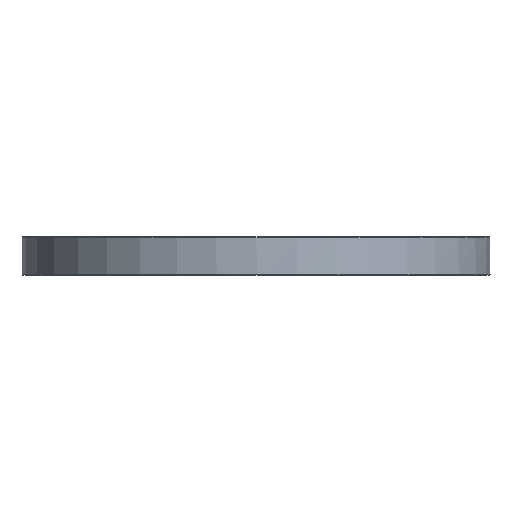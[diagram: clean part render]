
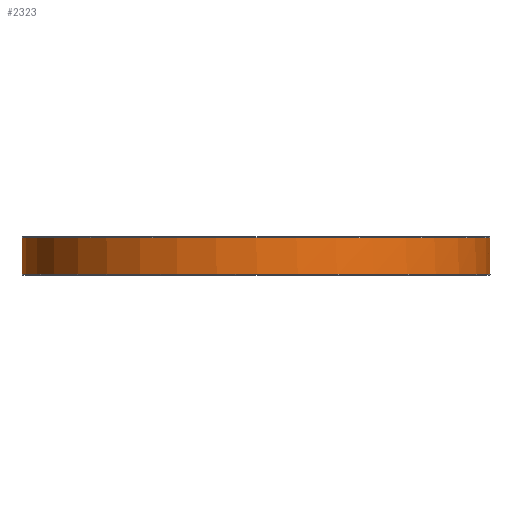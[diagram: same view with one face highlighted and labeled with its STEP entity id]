
A CAD part, front view. The second image highlights one B-rep face of the part: STEP entity #2323.
In plain terms, the highlighted cylindrical face has radius 152.5 mm (diameter 305 mm), a full revolution.
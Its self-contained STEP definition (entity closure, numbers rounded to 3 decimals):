
#1915=CARTESIAN_POINT('',(152.491,-1.658,24.5));
#1916=VERTEX_POINT('',#1915);
#1932=CARTESIAN_POINT('',(152.491,1.658,24.5));
#1933=VERTEX_POINT('',#1932);
#1934=CARTESIAN_POINT('',(152.491,1.658,24.5));
#1935=CARTESIAN_POINT('',(152.494,1.397,24.327));
#1936=CARTESIAN_POINT('',(152.496,1.103,24.192));
#1937=CARTESIAN_POINT('',(152.498,0.799,24.108));
#1938=CARTESIAN_POINT('',(152.499,0.592,24.051));
#1939=CARTESIAN_POINT('',(152.5,0.38,24.017));
#1940=CARTESIAN_POINT('',(152.5,0.173,24.005));
#1941=CARTESIAN_POINT('',(152.5,-0.003,23.995));
#1942=CARTESIAN_POINT('',(152.5,-0.175,24.));
#1943=CARTESIAN_POINT('',(152.5,-0.353,24.021));
#1944=CARTESIAN_POINT('',(152.499,-0.747,24.068));
#1945=CARTESIAN_POINT('',(152.496,-1.148,24.199));
#1946=CARTESIAN_POINT('',(152.493,-1.499,24.401));
#1947=CARTESIAN_POINT('',(152.492,-1.553,24.433));
#1948=CARTESIAN_POINT('',(152.492,-1.606,24.466));
#1949=CARTESIAN_POINT('',(152.491,-1.658,24.5));
#1950=B_SPLINE_CURVE_WITH_KNOTS('',3,(#1934,#1935,#1936,#1937,#1938,#1939,#1940,#1941,#1942,#1943,#1944,#1945,#1946,#1947,#1948,#1949),.UNSPECIFIED.,.F.,.U.,(4,3,3,3,3,4),(1.188,1.278,1.339,1.391,1.506,1.524),.UNSPECIFIED.);
#1951=EDGE_CURVE('',#1933,#1916,#1950,.T.);
#2148=CARTESIAN_POINT('',(-152.491,1.658,24.5));
#2149=VERTEX_POINT('',#2148);
#2150=CARTESIAN_POINT('',(0.0,0.0,24.5));
#2151=DIRECTION('',(0.0,0.0,1.0));
#2152=DIRECTION('',(-1.0,0.0,0.0));
#2153=AXIS2_PLACEMENT_3D('',#2150,#2151,#2152);
#2154=CIRCLE('',#2153,152.5);
#2155=EDGE_CURVE('',#1933,#2149,#2154,.T.);
#2183=CARTESIAN_POINT('',(-152.491,-1.658,24.5));
#2184=VERTEX_POINT('',#2183);
#2185=CARTESIAN_POINT('',(-152.491,-1.658,24.5));
#2186=CARTESIAN_POINT('',(-152.494,-1.397,24.327));
#2187=CARTESIAN_POINT('',(-152.496,-1.103,24.192));
#2188=CARTESIAN_POINT('',(-152.498,-0.799,24.108));
#2189=CARTESIAN_POINT('',(-152.499,-0.592,24.051));
#2190=CARTESIAN_POINT('',(-152.5,-0.38,24.017));
#2191=CARTESIAN_POINT('',(-152.5,-0.173,24.005));
#2192=CARTESIAN_POINT('',(-152.5,0.003,23.995));
#2193=CARTESIAN_POINT('',(-152.5,0.175,24.));
#2194=CARTESIAN_POINT('',(-152.5,0.353,24.021));
#2195=CARTESIAN_POINT('',(-152.499,0.747,24.068));
#2196=CARTESIAN_POINT('',(-152.496,1.148,24.199));
#2197=CARTESIAN_POINT('',(-152.493,1.499,24.401));
#2198=CARTESIAN_POINT('',(-152.492,1.553,24.433));
#2199=CARTESIAN_POINT('',(-152.492,1.606,24.466));
#2200=CARTESIAN_POINT('',(-152.491,1.658,24.5));
#2201=B_SPLINE_CURVE_WITH_KNOTS('',3,(#2185,#2186,#2187,#2188,#2189,#2190,#2191,#2192,#2193,#2194,#2195,#2196,#2197,#2198,#2199,#2200),.UNSPECIFIED.,.F.,.U.,(4,3,3,3,3,4),(0.284,0.374,0.435,0.487,0.602,0.62),.UNSPECIFIED.);
#2202=EDGE_CURVE('',#2184,#2149,#2201,.T.);
#2288=CARTESIAN_POINT('',(152.5,0.,0.5));
#2289=VERTEX_POINT('',#2288);
#2290=CARTESIAN_POINT('',(0.0,0.0,0.5));
#2291=DIRECTION('',(0.0,0.0,-1.0));
#2292=DIRECTION('',(-1.0,0.0,0.0));
#2293=AXIS2_PLACEMENT_3D('',#2290,#2291,#2292);
#2294=CIRCLE('',#2293,152.5);
#2295=EDGE_CURVE('',#2289,#2289,#2294,.T.);
#2303=CARTESIAN_POINT('',(0.0,0.0,0.0));
#2304=DIRECTION('',(0.0,0.0,1.0));
#2305=DIRECTION('',(-1.0,0.0,0.0));
#2306=AXIS2_PLACEMENT_3D('',#2303,#2304,#2305);
#2307=CYLINDRICAL_SURFACE('',#2306,152.5);
#2308=ORIENTED_EDGE('',*,*,#1951,.T.);
#2309=CARTESIAN_POINT('',(0.0,0.0,24.5));
#2310=DIRECTION('',(0.0,0.0,1.0));
#2311=DIRECTION('',(-1.0,0.0,0.0));
#2312=AXIS2_PLACEMENT_3D('',#2309,#2310,#2311);
#2313=CIRCLE('',#2312,152.5);
#2314=EDGE_CURVE('',#2184,#1916,#2313,.T.);
#2315=ORIENTED_EDGE('',*,*,#2314,.F.);
#2316=ORIENTED_EDGE('',*,*,#2202,.T.);
#2317=ORIENTED_EDGE('',*,*,#2155,.F.);
#2318=EDGE_LOOP('',(#2308,#2315,#2316,#2317));
#2319=FACE_OUTER_BOUND('',#2318,.T.);
#2320=ORIENTED_EDGE('',*,*,#2295,.F.);
#2321=EDGE_LOOP('',(#2320));
#2322=FACE_BOUND('',#2321,.T.);
#2323=ADVANCED_FACE('',(#2319,#2322),#2307,.T.);
